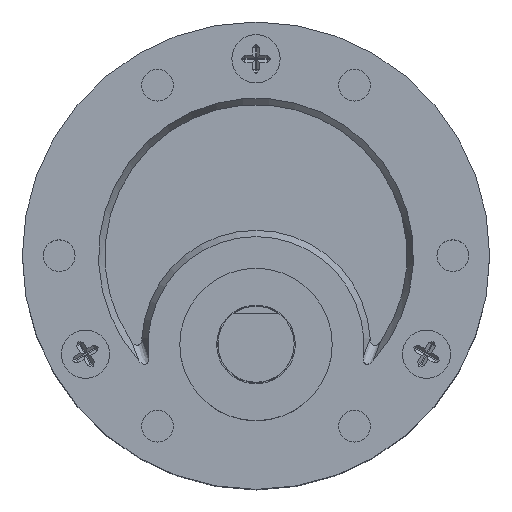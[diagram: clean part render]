
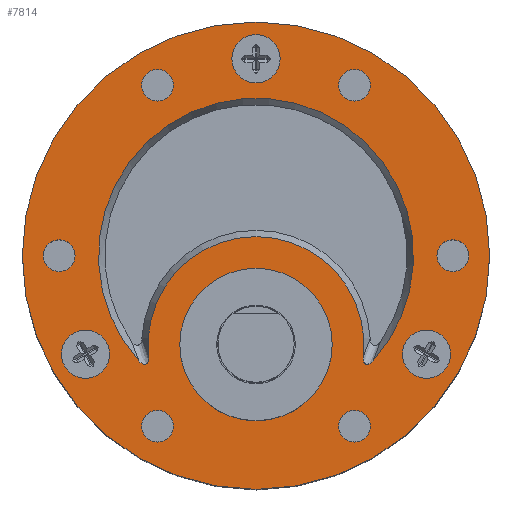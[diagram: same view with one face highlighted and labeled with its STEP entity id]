
A CAD part, top view. The second image highlights one B-rep face of the part: STEP entity #7814.
In plain terms, the highlighted planar face has unit normal (0, 0, 1).
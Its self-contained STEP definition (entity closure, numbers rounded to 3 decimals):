
#1564=B_SPLINE_CURVE_WITH_KNOTS('',3,(#10687,#10688,#10689,#10690,#10691,
#10692,#10693,#10694,#10695,#10696,#10697,#10698,#10699,#10700,#10701,#10702,
#10703,#10704),.UNSPECIFIED.,.F.,.F.,(4,2,2,2,2,2,2,2,4),(-0.133,
-0.109,-0.09,-0.077,-0.067,
-0.056,-0.045,-0.027,0.),
 .UNSPECIFIED.);
#1565=B_SPLINE_CURVE_WITH_KNOTS('',3,(#10707,#10708,#10709,#10710,#10711,
#10712,#10713,#10714,#10715,#10716,#10717,#10718,#10719,#10720,#10721,#10722,
#10723,#10724),.UNSPECIFIED.,.F.,.F.,(4,2,2,2,2,2,2,2,4),(-0.133,
-0.106,-0.089,-0.077,-0.067,
-0.056,-0.044,-0.024,0.),
 .UNSPECIFIED.);
#1768=FACE_BOUND('',#2289,.T.);
#1769=FACE_BOUND('',#2290,.T.);
#1770=FACE_BOUND('',#2291,.T.);
#1771=FACE_BOUND('',#2292,.T.);
#1772=FACE_BOUND('',#2293,.T.);
#1773=FACE_BOUND('',#2294,.T.);
#1774=FACE_BOUND('',#2295,.T.);
#1775=FACE_BOUND('',#2296,.T.);
#1776=FACE_BOUND('',#2297,.T.);
#1777=FACE_BOUND('',#2298,.T.);
#1778=FACE_BOUND('',#2299,.T.);
#1829=FACE_OUTER_BOUND('',#2288,.T.);
#2288=EDGE_LOOP('',(#4866));
#2289=EDGE_LOOP('',(#4867));
#2290=EDGE_LOOP('',(#4868));
#2291=EDGE_LOOP('',(#4869));
#2292=EDGE_LOOP('',(#4870));
#2293=EDGE_LOOP('',(#4871));
#2294=EDGE_LOOP('',(#4872));
#2295=EDGE_LOOP('',(#4873));
#2296=EDGE_LOOP('',(#4874));
#2297=EDGE_LOOP('',(#4875));
#2298=EDGE_LOOP('',(#4876,#4877,#4878,#4879));
#2299=EDGE_LOOP('',(#4880));
#2808=CIRCLE('',#8288,18.4);
#2809=CIRCLE('',#8289,1.25);
#2810=CIRCLE('',#8290,1.25);
#2811=CIRCLE('',#8291,1.25);
#2812=CIRCLE('',#8292,1.25);
#2813=CIRCLE('',#8293,1.25);
#2814=CIRCLE('',#8294,1.25);
#2815=CIRCLE('',#8295,1.9);
#2816=CIRCLE('',#8296,1.9);
#2817=CIRCLE('',#8297,1.9);
#2818=CIRCLE('',#8298,12.4);
#2819=CIRCLE('',#8299,8.5);
#2820=CIRCLE('',#8300,6.);
#3036=VERTEX_POINT('',#10663);
#3037=VERTEX_POINT('',#10665);
#3038=VERTEX_POINT('',#10667);
#3039=VERTEX_POINT('',#10669);
#3040=VERTEX_POINT('',#10671);
#3041=VERTEX_POINT('',#10673);
#3042=VERTEX_POINT('',#10675);
#3043=VERTEX_POINT('',#10677);
#3044=VERTEX_POINT('',#10679);
#3045=VERTEX_POINT('',#10681);
#3046=VERTEX_POINT('',#10683);
#3047=VERTEX_POINT('',#10684);
#3048=VERTEX_POINT('',#10686);
#3049=VERTEX_POINT('',#10705);
#3050=VERTEX_POINT('',#10725);
#3751=EDGE_CURVE('',#3036,#3036,#2808,.T.);
#3752=EDGE_CURVE('',#3037,#3037,#2809,.T.);
#3753=EDGE_CURVE('',#3038,#3038,#2810,.T.);
#3754=EDGE_CURVE('',#3039,#3039,#2811,.T.);
#3755=EDGE_CURVE('',#3040,#3040,#2812,.T.);
#3756=EDGE_CURVE('',#3041,#3041,#2813,.T.);
#3757=EDGE_CURVE('',#3042,#3042,#2814,.T.);
#3758=EDGE_CURVE('',#3043,#3043,#2815,.T.);
#3759=EDGE_CURVE('',#3044,#3044,#2816,.T.);
#3760=EDGE_CURVE('',#3045,#3045,#2817,.T.);
#3761=EDGE_CURVE('',#3046,#3047,#2818,.T.);
#3762=EDGE_CURVE('',#3046,#3048,#1564,.T.);
#3763=EDGE_CURVE('',#3048,#3049,#2819,.T.);
#3764=EDGE_CURVE('',#3049,#3047,#1565,.T.);
#3765=EDGE_CURVE('',#3050,#3050,#2820,.T.);
#4866=ORIENTED_EDGE('',*,*,#3751,.F.);
#4867=ORIENTED_EDGE('',*,*,#3752,.F.);
#4868=ORIENTED_EDGE('',*,*,#3753,.F.);
#4869=ORIENTED_EDGE('',*,*,#3754,.F.);
#4870=ORIENTED_EDGE('',*,*,#3755,.F.);
#4871=ORIENTED_EDGE('',*,*,#3756,.F.);
#4872=ORIENTED_EDGE('',*,*,#3757,.F.);
#4873=ORIENTED_EDGE('',*,*,#3758,.F.);
#4874=ORIENTED_EDGE('',*,*,#3759,.F.);
#4875=ORIENTED_EDGE('',*,*,#3760,.F.);
#4876=ORIENTED_EDGE('',*,*,#3761,.F.);
#4877=ORIENTED_EDGE('',*,*,#3762,.T.);
#4878=ORIENTED_EDGE('',*,*,#3763,.T.);
#4879=ORIENTED_EDGE('',*,*,#3764,.T.);
#4880=ORIENTED_EDGE('',*,*,#3765,.F.);
#7096=PLANE('',#8287);
#7814=ADVANCED_FACE('',(#1829,#1768,#1769,#1770,#1771,#1772,#1773,#1774,
#1775,#1776,#1777,#1778),#7096,.F.);
#8287=AXIS2_PLACEMENT_3D('',#10662,#8852,#8853);
#8288=AXIS2_PLACEMENT_3D('',#10664,#8854,#8855);
#8289=AXIS2_PLACEMENT_3D('',#10666,#8856,#8857);
#8290=AXIS2_PLACEMENT_3D('',#10668,#8858,#8859);
#8291=AXIS2_PLACEMENT_3D('',#10670,#8860,#8861);
#8292=AXIS2_PLACEMENT_3D('',#10672,#8862,#8863);
#8293=AXIS2_PLACEMENT_3D('',#10674,#8864,#8865);
#8294=AXIS2_PLACEMENT_3D('',#10676,#8866,#8867);
#8295=AXIS2_PLACEMENT_3D('',#10678,#8868,#8869);
#8296=AXIS2_PLACEMENT_3D('',#10680,#8870,#8871);
#8297=AXIS2_PLACEMENT_3D('',#10682,#8872,#8873);
#8298=AXIS2_PLACEMENT_3D('',#10685,#8874,#8875);
#8299=AXIS2_PLACEMENT_3D('',#10706,#8876,#8877);
#8300=AXIS2_PLACEMENT_3D('',#10726,#8878,#8879);
#8852=DIRECTION('center_axis',(0.,0.,-1.));
#8853=DIRECTION('ref_axis',(-1.,0.,0.));
#8854=DIRECTION('center_axis',(0.,0.,-1.));
#8855=DIRECTION('ref_axis',(-1.,0.,0.));
#8856=DIRECTION('center_axis',(0.,0.,1.));
#8857=DIRECTION('ref_axis',(1.,0.,0.));
#8858=DIRECTION('center_axis',(0.,0.,1.));
#8859=DIRECTION('ref_axis',(0.5,-0.866,0.));
#8860=DIRECTION('center_axis',(0.,0.,1.));
#8861=DIRECTION('ref_axis',(-0.5,-0.866,0.));
#8862=DIRECTION('center_axis',(0.,0.,1.));
#8863=DIRECTION('ref_axis',(-1.,0.,0.));
#8864=DIRECTION('center_axis',(0.,0.,1.));
#8865=DIRECTION('ref_axis',(-0.5,0.866,0.));
#8866=DIRECTION('center_axis',(0.,0.,1.));
#8867=DIRECTION('ref_axis',(0.5,0.866,0.));
#8868=DIRECTION('center_axis',(0.,0.,1.));
#8869=DIRECTION('ref_axis',(1.,0.,0.));
#8870=DIRECTION('center_axis',(0.,0.,1.));
#8871=DIRECTION('ref_axis',(-0.5,0.866,0.));
#8872=DIRECTION('center_axis',(0.,0.,1.));
#8873=DIRECTION('ref_axis',(-0.5,-0.866,0.));
#8874=DIRECTION('center_axis',(0.,0.,1.));
#8875=DIRECTION('ref_axis',(1.,0.,0.));
#8876=DIRECTION('center_axis',(0.,0.,1.));
#8877=DIRECTION('ref_axis',(1.,0.,0.));
#8878=DIRECTION('center_axis',(0.,0.,1.));
#8879=DIRECTION('ref_axis',(-1.,0.,0.));
#10662=CARTESIAN_POINT('Origin',(19.925,0.,19.925));
#10663=CARTESIAN_POINT('',(1.525,0.,19.925));
#10664=CARTESIAN_POINT('Origin',(19.925,0.,19.925));
#10665=CARTESIAN_POINT('',(34.175,0.,19.925));
#10666=CARTESIAN_POINT('Origin',(35.425,0.,
19.925));
#10667=CARTESIAN_POINT('',(26.425,-13.423,19.925));
#10668=CARTESIAN_POINT('Origin',(27.675,-13.423,19.925));
#10669=CARTESIAN_POINT('',(10.925,-13.423,19.925));
#10670=CARTESIAN_POINT('Origin',(12.175,-13.423,19.925));
#10671=CARTESIAN_POINT('',(3.175,0.,19.925));
#10672=CARTESIAN_POINT('Origin',(4.425,0.,
19.925));
#10673=CARTESIAN_POINT('',(10.925,13.423,19.925));
#10674=CARTESIAN_POINT('Origin',(12.175,13.423,19.925));
#10675=CARTESIAN_POINT('',(26.425,13.423,19.925));
#10676=CARTESIAN_POINT('Origin',(27.675,13.423,19.925));
#10677=CARTESIAN_POINT('',(18.025,15.5,19.925));
#10678=CARTESIAN_POINT('Origin',(19.925,15.5,19.925));
#10679=CARTESIAN_POINT('',(4.602,-7.75,19.925));
#10680=CARTESIAN_POINT('Origin',(6.502,-7.75,19.925));
#10681=CARTESIAN_POINT('',(31.448,-7.75,19.925));
#10682=CARTESIAN_POINT('Origin',(33.348,-7.75,19.925));
#10683=CARTESIAN_POINT('',(29.15,-8.286,19.925));
#10684=CARTESIAN_POINT('',(10.7,-8.286,19.925));
#10685=CARTESIAN_POINT('Origin',(19.925,0.,19.925));
#10686=CARTESIAN_POINT('',(28.373,-7.938,19.925));
#10687=CARTESIAN_POINT('Ctrl Pts',(29.15,-8.286,19.925));
#10688=CARTESIAN_POINT('Ctrl Pts',(29.097,-8.345,19.925));
#10689=CARTESIAN_POINT('Ctrl Pts',(29.036,-8.401,19.925));
#10690=CARTESIAN_POINT('Ctrl Pts',(28.918,-8.483,19.925));
#10691=CARTESIAN_POINT('Ctrl Pts',(28.86,-8.514,19.925));
#10692=CARTESIAN_POINT('Ctrl Pts',(28.758,-8.546,19.925));
#10693=CARTESIAN_POINT('Ctrl Pts',(28.716,-8.553,19.925));
#10694=CARTESIAN_POINT('Ctrl Pts',(28.639,-8.55,19.925));
#10695=CARTESIAN_POINT('Ctrl Pts',(28.606,-8.543,19.925));
#10696=CARTESIAN_POINT('Ctrl Pts',(28.543,-8.517,19.925));
#10697=CARTESIAN_POINT('Ctrl Pts',(28.515,-8.498,19.925));
#10698=CARTESIAN_POINT('Ctrl Pts',(28.463,-8.446,19.925));
#10699=CARTESIAN_POINT('Ctrl Pts',(28.441,-8.414,19.925));
#10700=CARTESIAN_POINT('Ctrl Pts',(28.399,-8.327,19.925));
#10701=CARTESIAN_POINT('Ctrl Pts',(28.384,-8.27,19.925));
#10702=CARTESIAN_POINT('Ctrl Pts',(28.361,-8.124,19.925));
#10703=CARTESIAN_POINT('Ctrl Pts',(28.363,-8.028,19.925));
#10704=CARTESIAN_POINT('Ctrl Pts',(28.373,-7.938,19.925));
#10705=CARTESIAN_POINT('',(11.477,-7.938,19.925));
#10706=CARTESIAN_POINT('Origin',(19.925,-7.,19.925));
#10707=CARTESIAN_POINT('Ctrl Pts',(11.477,-7.938,19.925));
#10708=CARTESIAN_POINT('Ctrl Pts',(11.487,-8.027,19.925));
#10709=CARTESIAN_POINT('Ctrl Pts',(11.489,-8.122,19.925));
#10710=CARTESIAN_POINT('Ctrl Pts',(11.467,-8.268,19.925));
#10711=CARTESIAN_POINT('Ctrl Pts',(11.452,-8.325,19.925));
#10712=CARTESIAN_POINT('Ctrl Pts',(11.41,-8.412,19.925));
#10713=CARTESIAN_POINT('Ctrl Pts',(11.388,-8.445,19.925));
#10714=CARTESIAN_POINT('Ctrl Pts',(11.336,-8.497,19.925));
#10715=CARTESIAN_POINT('Ctrl Pts',(11.309,-8.516,19.925));
#10716=CARTESIAN_POINT('Ctrl Pts',(11.246,-8.543,19.925));
#10717=CARTESIAN_POINT('Ctrl Pts',(11.212,-8.55,19.925));
#10718=CARTESIAN_POINT('Ctrl Pts',(11.136,-8.553,19.925));
#10719=CARTESIAN_POINT('Ctrl Pts',(11.094,-8.546,19.925));
#10720=CARTESIAN_POINT('Ctrl Pts',(10.993,-8.515,19.925));
#10721=CARTESIAN_POINT('Ctrl Pts',(10.935,-8.485,19.925));
#10722=CARTESIAN_POINT('Ctrl Pts',(10.816,-8.403,19.925));
#10723=CARTESIAN_POINT('Ctrl Pts',(10.754,-8.346,19.925));
#10724=CARTESIAN_POINT('Ctrl Pts',(10.7,-8.286,19.925));
#10725=CARTESIAN_POINT('',(25.925,-7.,19.925));
#10726=CARTESIAN_POINT('Origin',(19.925,-7.,19.925));
